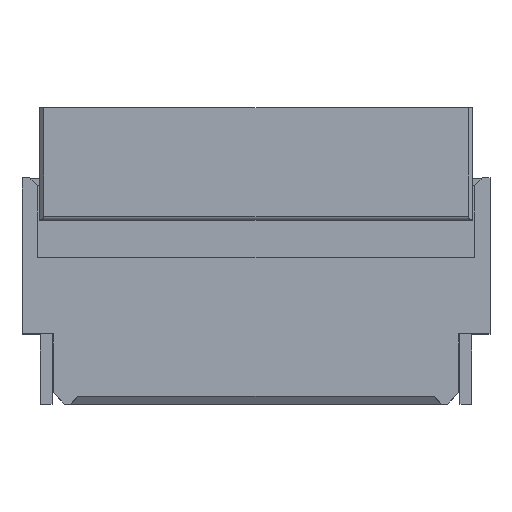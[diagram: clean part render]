
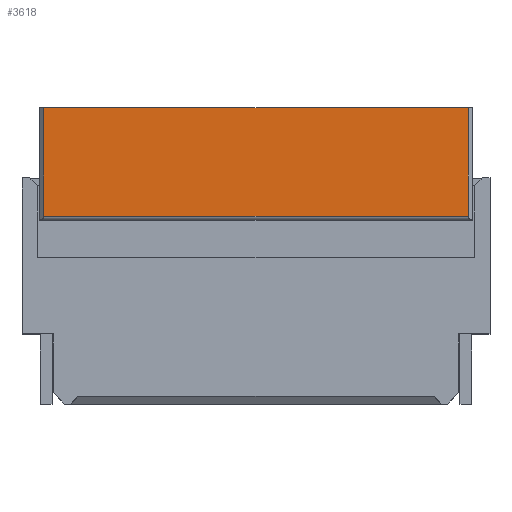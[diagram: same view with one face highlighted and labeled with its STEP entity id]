
A CAD part, top view. The second image highlights one B-rep face of the part: STEP entity #3618.
In plain terms, the highlighted planar face has unit normal (0, 0, 1).
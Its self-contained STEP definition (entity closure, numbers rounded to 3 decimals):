
#422 = PLANE ( 'NONE',  #6491 ) ;
#439 = CARTESIAN_POINT ( 'NONE',  ( -2.72, 0.51, 0.94 ) ) ;
#523 = ORIENTED_EDGE ( 'NONE', *, *, #5664, .T. ) ;
#795 = DIRECTION ( 'NONE',  ( -1., 0., 0. ) ) ;
#835 = CARTESIAN_POINT ( 'NONE',  ( 2.72, 1.9, 0.94 ) ) ;
#1134 = VECTOR ( 'NONE', #5498, 1000. ) ;
#1301 = EDGE_CURVE ( 'NONE', #6548, #4389, #2950, .T. ) ;
#1443 = VECTOR ( 'NONE', #3398, 1000. ) ;
#1639 = DIRECTION ( 'NONE',  ( 0., -1., 0. ) ) ;
#1909 = CARTESIAN_POINT ( 'NONE',  ( 8.53, 1.9, 0.94 ) ) ;
#2164 = CARTESIAN_POINT ( 'NONE',  ( 2.72, 0.51, 0.94 ) ) ;
#2379 = DIRECTION ( 'NONE',  ( -1., 0., 0. ) ) ;
#2414 = VECTOR ( 'NONE', #2379, 1000. ) ;
#2653 = DIRECTION ( 'NONE',  ( 0., 0., -1. ) ) ;
#2733 = CARTESIAN_POINT ( 'NONE',  ( -2.72, 1.9, 0.94 ) ) ;
#2950 = LINE ( 'NONE', #5797, #4723 ) ;
#3043 = EDGE_CURVE ( 'NONE', #7046, #5518, #4686, .T. ) ;
#3273 = CARTESIAN_POINT ( 'NONE',  ( -2.72, 0.695, 0.94 ) ) ;
#3398 = DIRECTION ( 'NONE',  ( 0., 1., 0. ) ) ;
#3569 = ORIENTED_EDGE ( 'NONE', *, *, #3043, .T. ) ;
#3618 = ADVANCED_FACE ( 'NONE', ( #6643 ), #422, .F. ) ;
#3652 = EDGE_CURVE ( 'NONE', #4389, #5518, #6054, .T. ) ;
#4310 = ORIENTED_EDGE ( 'NONE', *, *, #1301, .F. ) ;
#4385 = EDGE_LOOP ( 'NONE', ( #4310, #523, #3569, #4931 ) ) ;
#4389 = VERTEX_POINT ( 'NONE', #439 ) ;
#4686 = LINE ( 'NONE', #1909, #2414 ) ;
#4723 = VECTOR ( 'NONE', #795, 1000. ) ;
#4931 = ORIENTED_EDGE ( 'NONE', *, *, #3652, .F. ) ;
#5006 = CARTESIAN_POINT ( 'NONE',  ( 2.72, 0.695, 0.94 ) ) ;
#5498 = DIRECTION ( 'NONE',  ( 0., 1., 0. ) ) ;
#5518 = VERTEX_POINT ( 'NONE', #2733 ) ;
#5664 = EDGE_CURVE ( 'NONE', #6548, #7046, #6723, .T. ) ;
#5797 = CARTESIAN_POINT ( 'NONE',  ( 8.75, 0.51, 0.94 ) ) ;
#6054 = LINE ( 'NONE', #3273, #1134 ) ;
#6491 = AXIS2_PLACEMENT_3D ( 'NONE', #7118, #2653, #1639 ) ;
#6548 = VERTEX_POINT ( 'NONE', #2164 ) ;
#6643 = FACE_OUTER_BOUND ( 'NONE', #4385, .T. ) ;
#6723 = LINE ( 'NONE', #5006, #1443 ) ;
#7046 = VERTEX_POINT ( 'NONE', #835 ) ;
#7118 = CARTESIAN_POINT ( 'NONE',  ( 6.75, 0.534, 0.94 ) ) ;
